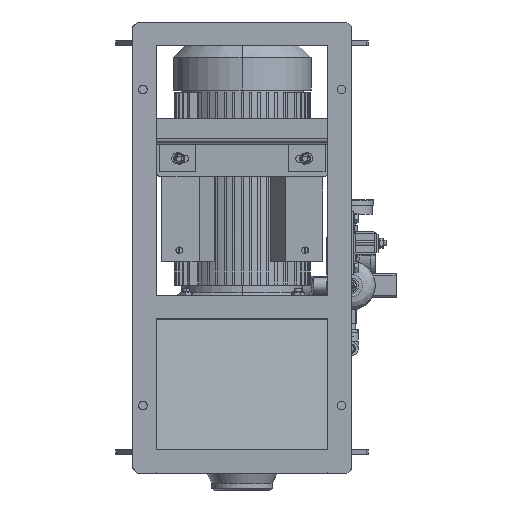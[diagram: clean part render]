
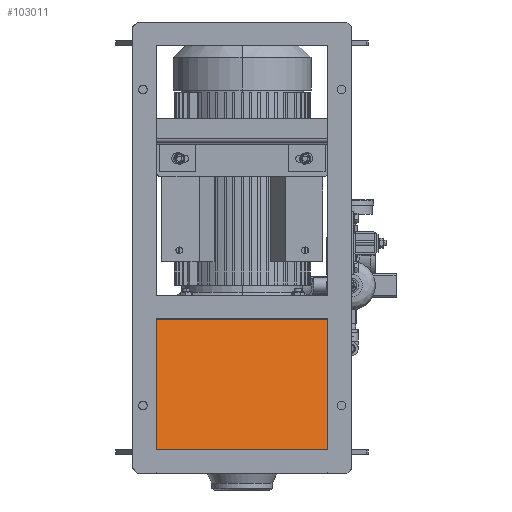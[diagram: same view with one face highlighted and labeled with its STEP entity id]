
A CAD part, front view. The second image highlights one B-rep face of the part: STEP entity #103011.
In plain terms, the highlighted planar face has unit normal (0, -0.982, 0.187).
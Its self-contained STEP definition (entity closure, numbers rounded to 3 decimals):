
#1012 = ORIENTED_EDGE ( 'NONE', *, *, #92427, .F. ) ;
#3387 = LINE ( 'NONE', #62550, #63609 ) ;
#4541 = VERTEX_POINT ( 'NONE', #41647 ) ;
#8322 = LINE ( 'NONE', #43134, #20647 ) ;
#14331 = CARTESIAN_POINT ( 'NONE',  ( 190., -303.965, -97.437 ) ) ;
#17256 = ORIENTED_EDGE ( 'NONE', *, *, #27704, .F. ) ;
#20647 = VECTOR ( 'NONE', #33213, 1000. ) ;
#24335 = CARTESIAN_POINT ( 'NONE',  ( 190., -303.965, -97.437 ) ) ;
#26211 = DIRECTION ( 'NONE',  ( -1., 0., 0. ) ) ;
#27704 = EDGE_CURVE ( 'NONE', #69601, #4541, #54295, .T. ) ;
#31081 = VECTOR ( 'NONE', #26211, 1000. ) ;
#32202 = FACE_OUTER_BOUND ( 'NONE', #83063, .T. ) ;
#33213 = DIRECTION ( 'NONE',  ( -1., 0., 0. ) ) ;
#38889 = VECTOR ( 'NONE', #105235, 1000. ) ;
#41647 = CARTESIAN_POINT ( 'NONE',  ( -190., -303.965, -97.437 ) ) ;
#43134 = CARTESIAN_POINT ( 'NONE',  ( 190., -248.965, 192. ) ) ;
#46373 = VERTEX_POINT ( 'NONE', #108595 ) ;
#47105 = LINE ( 'NONE', #14331, #38889 ) ;
#54295 = LINE ( 'NONE', #70931, #31081 ) ;
#54893 = DIRECTION ( 'NONE',  ( 0., -0.187, -0.982 ) ) ;
#57598 = DIRECTION ( 'NONE',  ( 0., 0.982, -0.187 ) ) ;
#62550 = CARTESIAN_POINT ( 'NONE',  ( -190., -303.965, -97.437 ) ) ;
#63609 = VECTOR ( 'NONE', #54893, 1000. ) ;
#66504 = EDGE_CURVE ( 'NONE', #111169, #46373, #8322, .T. ) ;
#68879 = ORIENTED_EDGE ( 'NONE', *, *, #66504, .T. ) ;
#69601 = VERTEX_POINT ( 'NONE', #71845 ) ;
#70931 = CARTESIAN_POINT ( 'NONE',  ( 190., -303.965, -97.437 ) ) ;
#71845 = CARTESIAN_POINT ( 'NONE',  ( 190., -303.965, -97.437 ) ) ;
#79091 = EDGE_CURVE ( 'NONE', #46373, #4541, #3387, .T. ) ;
#83063 = EDGE_LOOP ( 'NONE', ( #68879, #113246, #17256, #1012 ) ) ;
#89638 = CARTESIAN_POINT ( 'NONE',  ( 190., -248.965, 192. ) ) ;
#92427 = EDGE_CURVE ( 'NONE', #111169, #69601, #47105, .T. ) ;
#103011 = ADVANCED_FACE ( 'NONE', ( #32202 ), #109923, .F. ) ;
#105235 = DIRECTION ( 'NONE',  ( 0., -0.187, -0.982 ) ) ;
#108195 = AXIS2_PLACEMENT_3D ( 'NONE', #24335, #57598, #110666 ) ;
#108595 = CARTESIAN_POINT ( 'NONE',  ( -190., -248.965, 192. ) ) ;
#109923 = PLANE ( 'NONE',  #108195 ) ;
#110666 = DIRECTION ( 'NONE',  ( 0., 0.187, 0.982 ) ) ;
#111169 = VERTEX_POINT ( 'NONE', #89638 ) ;
#113246 = ORIENTED_EDGE ( 'NONE', *, *, #79091, .T. ) ;
